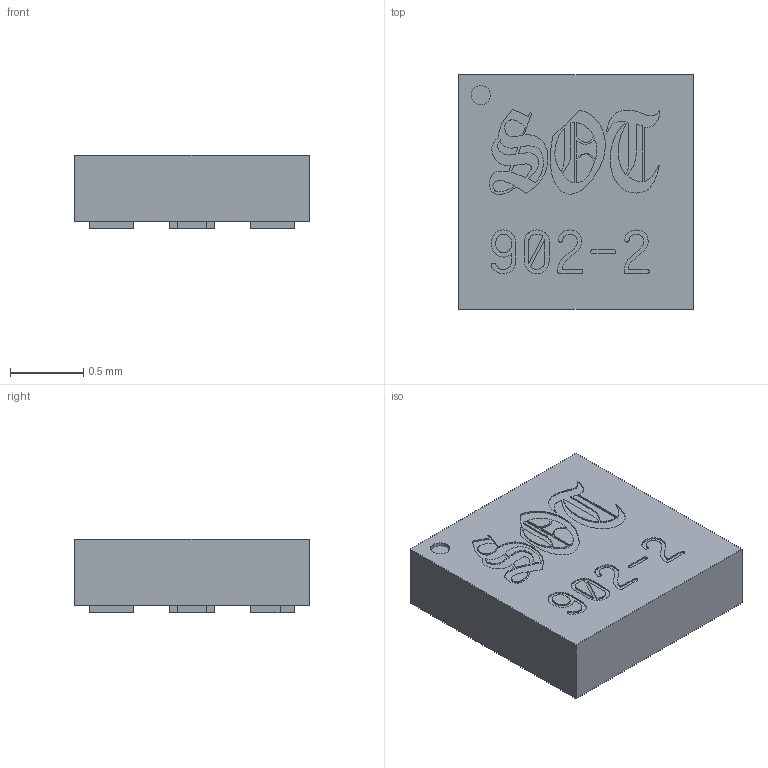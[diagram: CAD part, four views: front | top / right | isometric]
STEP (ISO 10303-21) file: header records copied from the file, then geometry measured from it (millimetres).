
FILE_DESCRIPTION(('FreeCAD Model'),'2;1');
FILE_NAME('Compound.step', '2016-04-26T08:45:45',('Author'),(''), 'Open CASCADE STEP processor 6.8','FreeCAD','Unknown');
FILE_SCHEMA(('AUTOMOTIVE_DESIGN_CC2 { 1 2 10303 214 -1 1 5 4 }'));
Length unit declared in the file: millimetre
Products named in the file (1): Compound
Bounding box: 1.6 x 1.6 x 0.5 mm (x, y, z)
Volume: 1.2 mm3; surface area: 9.8 mm2
Topology: 10 solids, 10 shells, 307 faces, 789 edges, 526 vertices
Faces by surface type: bspline 163, plane 142, cylinder 2
Entity records: 36770 total; most frequent: CARTESIAN_POINT 20908, DIRECTION 1673, ORIENTED_EDGE 1578, PCURVE 1578, DEFINITIONAL_REPRESENTATION 1578, LINE 1373, VECTOR 1373, B_SPLINE_CURVE_WITH_KNOTS 986
